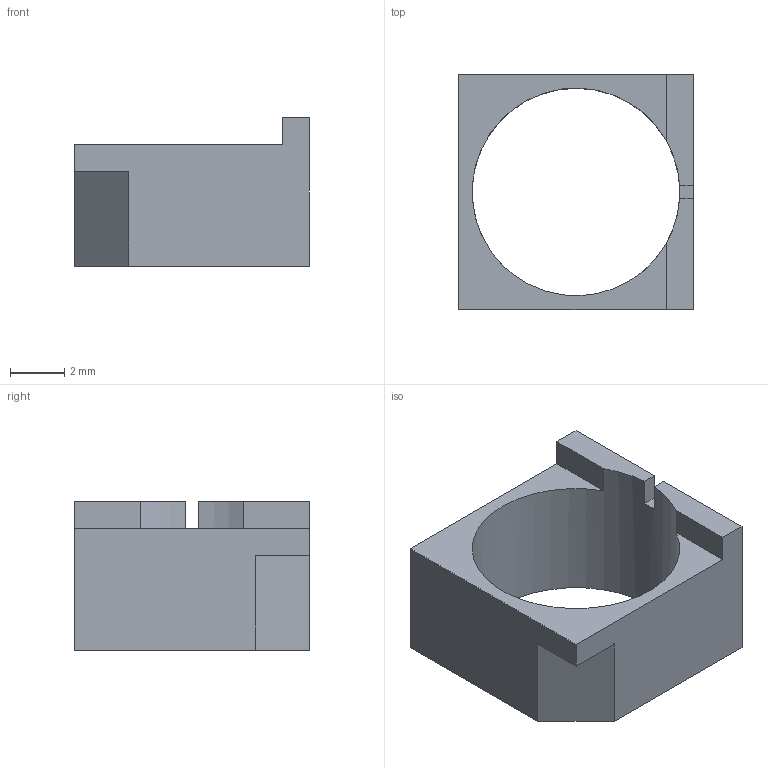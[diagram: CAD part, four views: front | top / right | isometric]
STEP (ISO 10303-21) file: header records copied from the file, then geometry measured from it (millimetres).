
FILE_DESCRIPTION(/* description */ ('STEP AP214'),/* implementation_level */ '2;1');
FILE_NAME(/* name */ '613a14bf1ec53e69351e8b0d',/* time_stamp */ '2021-09-09T14:05:51+00:00',/* author */ (''),/* organization */ (''),/* preprocessor_version */ 'ST-DEVELOPER v18.1',/* originating_system */ ' ',/* authorisation */ ' ');
FILE_SCHEMA (('AUTOMOTIVE_DESIGN {1 0 10303 214 3 1 1}'));
Length unit declared in the file: metre
Products named in the file (1): Part 1
Bounding box: 8.67 x 8.67 x 5.48 mm (x, y, z)
Volume: 129.9 mm3; surface area: 336.7 mm2
Topology: 1 solids, 1 shells, 16 faces, 45 edges, 30 vertices
Faces by surface type: plane 15, cylinder 1
Full cylindrical faces by diameter (mm): 7.67 x1
Entity records: 534 total; most frequent: CARTESIAN_POINT 89, ORIENTED_EDGE 86, DIRECTION 82, EDGE_CURVE 43, LINE 38, VECTOR 38, VERTEX_POINT 29, AXIS2_PLACEMENT_3D 22
